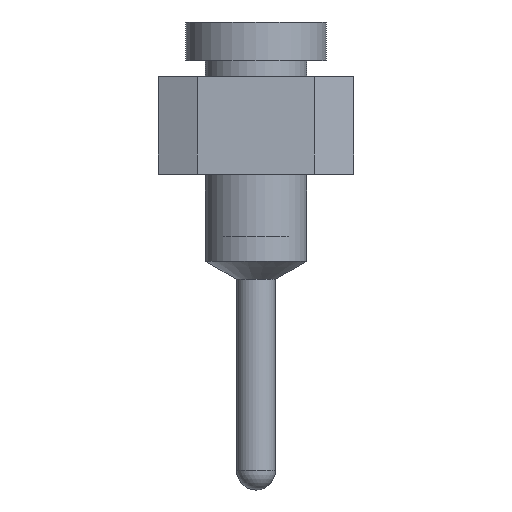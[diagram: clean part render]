
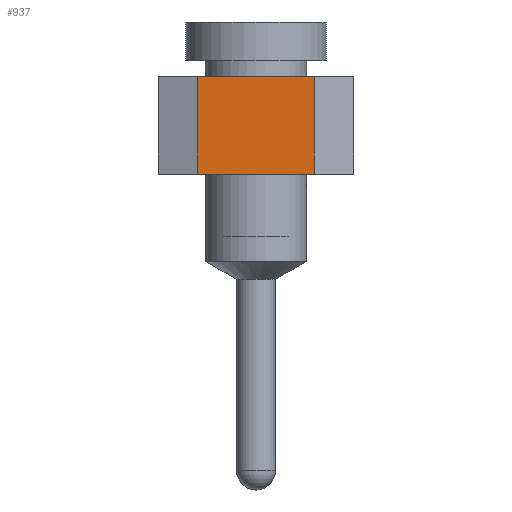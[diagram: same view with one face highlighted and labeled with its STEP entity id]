
A CAD part, left-side view. The second image highlights one B-rep face of the part: STEP entity #937.
In plain terms, the highlighted planar face has unit normal (-1, 0, 0).
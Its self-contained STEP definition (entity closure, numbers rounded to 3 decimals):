
#937 = ADVANCED_FACE('',(#938),#972,.F.);
#938 = FACE_BOUND('',#939,.T.);
#939 = EDGE_LOOP('',(#940,#950,#958,#966));
#940 = ORIENTED_EDGE('',*,*,#941,.T.);
#941 = EDGE_CURVE('',#942,#944,#946,.T.);
#942 = VERTEX_POINT('',#943);
#943 = CARTESIAN_POINT('',(-29.21,0.762,2.57));
#944 = VERTEX_POINT('',#945);
#945 = CARTESIAN_POINT('',(-29.21,0.762,1.3));
#946 = LINE('',#947,#948);
#947 = CARTESIAN_POINT('',(-29.21,0.762,3.84));
#948 = VECTOR('',#949,1.);
#949 = DIRECTION('',(0.,0.,-1.));
#950 = ORIENTED_EDGE('',*,*,#951,.T.);
#951 = EDGE_CURVE('',#944,#952,#954,.T.);
#952 = VERTEX_POINT('',#953);
#953 = CARTESIAN_POINT('',(-29.21,-0.762,1.3));
#954 = LINE('',#955,#956);
#955 = CARTESIAN_POINT('',(-29.21,1.27,1.3));
#956 = VECTOR('',#957,1.);
#957 = DIRECTION('',(0.,-1.,0.));
#958 = ORIENTED_EDGE('',*,*,#959,.F.);
#959 = EDGE_CURVE('',#960,#952,#962,.T.);
#960 = VERTEX_POINT('',#961);
#961 = CARTESIAN_POINT('',(-29.21,-0.762,2.57));
#962 = LINE('',#963,#964);
#963 = CARTESIAN_POINT('',(-29.21,-0.762,3.84));
#964 = VECTOR('',#965,1.);
#965 = DIRECTION('',(0.,0.,-1.));
#966 = ORIENTED_EDGE('',*,*,#967,.F.);
#967 = EDGE_CURVE('',#942,#960,#968,.T.);
#968 = LINE('',#969,#970);
#969 = CARTESIAN_POINT('',(-29.21,1.27,2.57));
#970 = VECTOR('',#971,1.);
#971 = DIRECTION('',(0.,-1.,0.));
#972 = PLANE('',#973);
#973 = AXIS2_PLACEMENT_3D('',#974,#975,#976);
#974 = CARTESIAN_POINT('',(-29.21,1.27,2.57));
#975 = DIRECTION('',(1.,0.,0.));
#976 = DIRECTION('',(0.,1.,0.));
